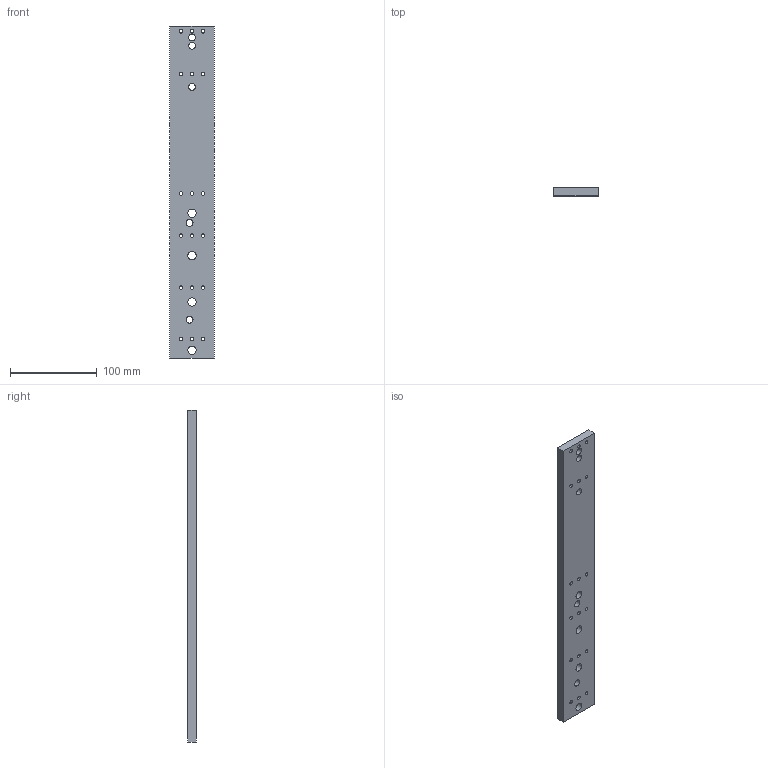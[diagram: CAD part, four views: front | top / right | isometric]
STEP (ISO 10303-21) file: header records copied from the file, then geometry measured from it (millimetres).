
FILE_DESCRIPTION(/* description */ ('Alibre Inc.'),/* implementation_level */ '2;1');
FILE_NAME(/* name */ 'export-EE461BEE-342E-412E-96CD-3F2B2088403F',/* time_stamp */ '2021-09-22T11:16:03-04:00',/* author */ (''),/* organization */ (''),/* preprocessor_version */ 'ST-DEVELOPER v17',/* originating_system */ 'Alibre',/* authorisation */ '');
FILE_SCHEMA (('AUTOMOTIVE_DESIGN'));
Length unit declared in the file: centimetre
Bounding box: 50.8 x 9.53 x 382.59 mm (x, y, z)
Volume: 177802.3 mm3; surface area: 50118.7 mm2
Topology: 1 solids, 1 shells, 33 faces, 93 edges, 62 vertices
Faces by surface type: cylinder 27, plane 6
Full cylindrical faces by diameter (mm): 4.039 x1, 4.089 x17, 7.938 x5, 9.525 x4
Entity records: 1083 total; most frequent: DIRECTION 180, CARTESIAN_POINT 161, ORIENTED_EDGE 132, EDGE_LOOP 114, FACE_BOUND 114, AXIS2_PLACEMENT_3D 87, EDGE_CURVE 66, VERTEX_POINT 62
